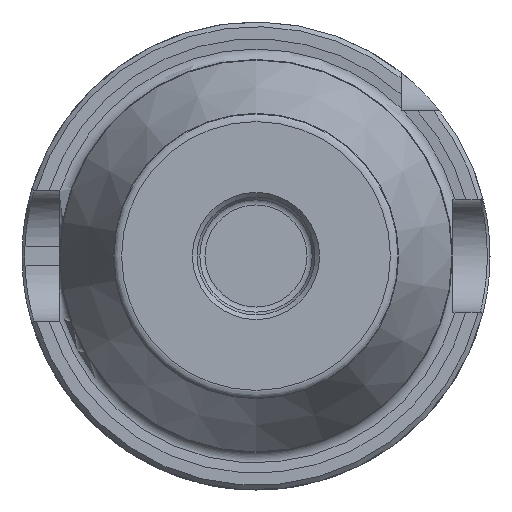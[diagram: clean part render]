
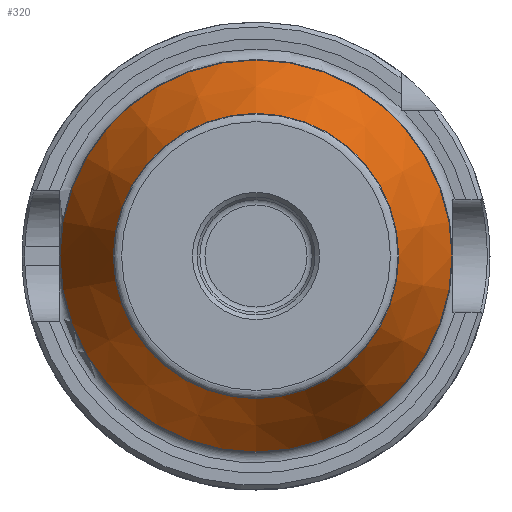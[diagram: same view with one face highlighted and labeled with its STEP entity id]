
A CAD part, left-side view. The second image highlights one B-rep face of the part: STEP entity #320.
In plain terms, the highlighted conical face has half-angle 25 degrees and reference radius 20.937 mm.
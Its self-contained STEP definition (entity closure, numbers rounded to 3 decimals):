
#69=FACE_BOUND('',#538,.T.);
#70=FACE_BOUND('',#539,.T.);
#145=CONICAL_SURFACE('',#1734,20.937,25.);
#320=ADVANCED_FACE('',(#69,#70),#145,.T.);
#538=EDGE_LOOP('',(#1112));
#539=EDGE_LOOP('',(#1113));
#1112=ORIENTED_EDGE('',*,*,#1507,.T.);
#1113=ORIENTED_EDGE('',*,*,#1506,.F.);
#1283=VERTEX_POINT('',#3271);
#1284=VERTEX_POINT('',#3274);
#1506=EDGE_CURVE('',#1283,#1283,#1579,.T.);
#1507=EDGE_CURVE('',#1284,#1284,#1580,.T.);
#1579=CIRCLE('',#1731,20.937);
#1580=CIRCLE('',#1733,15.245);
#1731=AXIS2_PLACEMENT_3D('',#3270,#2101,#2102);
#1733=AXIS2_PLACEMENT_3D('',#3273,#2105,#2106);
#1734=AXIS2_PLACEMENT_3D('',#3275,#2107,#2108);
#2101=DIRECTION('',(1.,0.,0.));
#2102=DIRECTION('',(0.,0.,1.));
#2105=DIRECTION('',(1.,0.,0.));
#2106=DIRECTION('',(0.,0.,1.));
#2107=DIRECTION('',(1.,0.,0.));
#2108=DIRECTION('',(0.,0.,-1.));
#3270=CARTESIAN_POINT('',(12.731,0.,0.));
#3271=CARTESIAN_POINT('',(12.731,0.,20.937));
#3273=CARTESIAN_POINT('',(0.526,0.,0.));
#3274=CARTESIAN_POINT('',(0.526,0.,15.245));
#3275=CARTESIAN_POINT('',(12.731,0.,0.));
